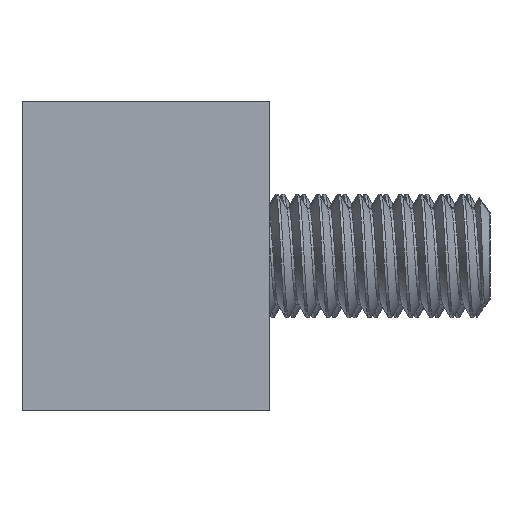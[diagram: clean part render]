
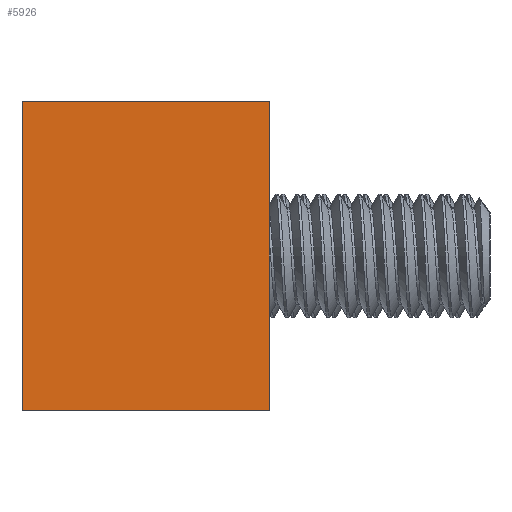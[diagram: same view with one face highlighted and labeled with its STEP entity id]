
A CAD part, left-side view. The second image highlights one B-rep face of the part: STEP entity #5926.
In plain terms, the highlighted planar face has unit normal (-1, 0, 0).
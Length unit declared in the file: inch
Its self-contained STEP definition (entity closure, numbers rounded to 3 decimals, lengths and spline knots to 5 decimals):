
#170 = VECTOR ( 'NONE', #878, 39.37008 ) ;
#497 = DIRECTION ( 'NONE',  ( -1., 0., 0. ) ) ;
#617 = CARTESIAN_POINT ( 'NONE',  ( 0., 0., 0. ) ) ;
#850 = DIRECTION ( 'NONE',  ( 0., 0., 1. ) ) ;
#878 = DIRECTION ( 'NONE',  ( 0., 0., -1. ) ) ;
#1130 = CARTESIAN_POINT ( 'NONE',  ( 0., 0.47244, -0.59055 ) ) ;
#1197 = VECTOR ( 'NONE', #3967, 39.37008 ) ;
#1381 = VERTEX_POINT ( 'NONE', #1672 ) ;
#1485 = CARTESIAN_POINT ( 'NONE',  ( 0., 0., -0.59055 ) ) ;
#1498 = ORIENTED_EDGE ( 'NONE', *, *, #5825, .F. ) ;
#1672 = CARTESIAN_POINT ( 'NONE',  ( 0., 0.47244, 0. ) ) ;
#2038 = CARTESIAN_POINT ( 'NONE',  ( 0., 0.47244, 0. ) ) ;
#2047 = EDGE_LOOP ( 'NONE', ( #6105, #4958, #2067, #1498 ) ) ;
#2067 = ORIENTED_EDGE ( 'NONE', *, *, #2155, .F. ) ;
#2155 = EDGE_CURVE ( 'NONE', #4321, #4879, #5961, .T. ) ;
#2240 = EDGE_CURVE ( 'NONE', #1381, #4879, #5434, .T. ) ;
#2381 = FACE_OUTER_BOUND ( 'NONE', #2047, .T. ) ;
#2569 = AXIS2_PLACEMENT_3D ( 'NONE', #4863, #497, #850 ) ;
#2584 = EDGE_CURVE ( 'NONE', #2742, #1381, #6253, .T. ) ;
#2727 = CARTESIAN_POINT ( 'NONE',  ( 0., 0., 0. ) ) ;
#2742 = VERTEX_POINT ( 'NONE', #617 ) ;
#3480 = LINE ( 'NONE', #4498, #170 ) ;
#3635 = VECTOR ( 'NONE', #4060, 39.37008 ) ;
#3764 = DIRECTION ( 'NONE',  ( 0., 1., 0. ) ) ;
#3967 = DIRECTION ( 'NONE',  ( 0., 1., 0. ) ) ;
#4060 = DIRECTION ( 'NONE',  ( 0., 0., -1. ) ) ;
#4321 = VERTEX_POINT ( 'NONE', #4368 ) ;
#4368 = CARTESIAN_POINT ( 'NONE',  ( 0., 0., -0.59055 ) ) ;
#4498 = CARTESIAN_POINT ( 'NONE',  ( 0., 0., 0. ) ) ;
#4863 = CARTESIAN_POINT ( 'NONE',  ( 0., 0., 0. ) ) ;
#4879 = VERTEX_POINT ( 'NONE', #1130 ) ;
#4958 = ORIENTED_EDGE ( 'NONE', *, *, #2240, .T. ) ;
#4989 = PLANE ( 'NONE',  #2569 ) ;
#5434 = LINE ( 'NONE', #2038, #3635 ) ;
#5825 = EDGE_CURVE ( 'NONE', #2742, #4321, #3480, .T. ) ;
#5926 = ADVANCED_FACE ( 'NONE', ( #2381 ), #4989, .T. ) ;
#5961 = LINE ( 'NONE', #1485, #1197 ) ;
#6105 = ORIENTED_EDGE ( 'NONE', *, *, #2584, .T. ) ;
#6240 = VECTOR ( 'NONE', #3764, 39.37008 ) ;
#6253 = LINE ( 'NONE', #2727, #6240 ) ;
